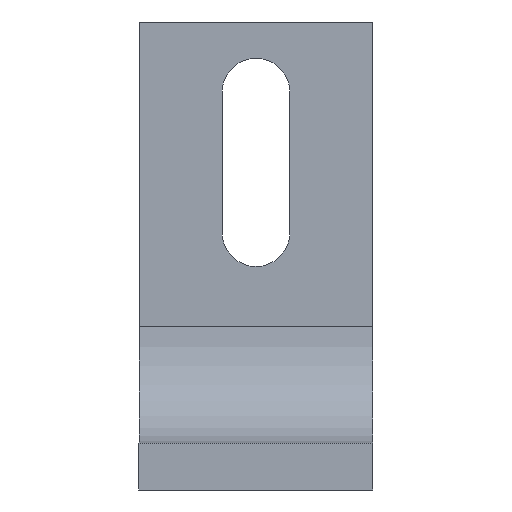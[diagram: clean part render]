
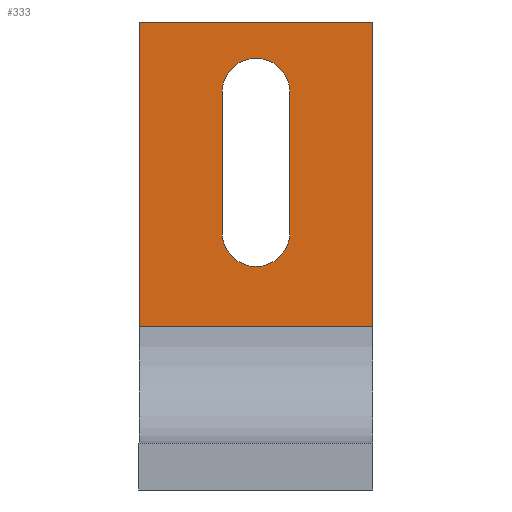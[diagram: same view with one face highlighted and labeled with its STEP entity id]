
A CAD part, left-side view. The second image highlights one B-rep face of the part: STEP entity #333.
In plain terms, the highlighted planar face has unit normal (-1, 0, 0).
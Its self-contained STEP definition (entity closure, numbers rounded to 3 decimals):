
#18=FACE_BOUND('',#69,.T.);
#24=CIRCLE('',#367,1.45);
#26=CIRCLE('',#371,1.45);
#48=FACE_OUTER_BOUND('',#68,.T.);
#68=EDGE_LOOP('',(#285,#286,#287,#288));
#69=EDGE_LOOP('',(#289,#290,#291,#292));
#82=LINE('',#506,#117);
#86=LINE('',#518,#121);
#88=LINE('',#528,#123);
#104=LINE('',#561,#139);
#105=LINE('',#563,#140);
#106=LINE('',#564,#141);
#117=VECTOR('',#413,10.);
#121=VECTOR('',#425,10.);
#123=VECTOR('',#437,10.);
#139=VECTOR('',#465,10.);
#140=VECTOR('',#468,10.);
#141=VECTOR('',#469,10.);
#152=VERTEX_POINT('',#503);
#153=VERTEX_POINT('',#505);
#155=VERTEX_POINT('',#511);
#157=VERTEX_POINT('',#517);
#159=VERTEX_POINT('',#525);
#160=VERTEX_POINT('',#527);
#170=VERTEX_POINT('',#557);
#171=VERTEX_POINT('',#559);
#186=EDGE_CURVE('',#153,#152,#82,.T.);
#189=EDGE_CURVE('',#155,#153,#24,.T.);
#192=EDGE_CURVE('',#157,#155,#86,.T.);
#195=EDGE_CURVE('',#152,#157,#26,.T.);
#197=EDGE_CURVE('',#159,#160,#88,.T.);
#214=EDGE_CURVE('',#170,#171,#104,.T.);
#215=EDGE_CURVE('',#159,#170,#105,.T.);
#216=EDGE_CURVE('',#160,#171,#106,.T.);
#285=ORIENTED_EDGE('',*,*,#215,.T.);
#286=ORIENTED_EDGE('',*,*,#214,.T.);
#287=ORIENTED_EDGE('',*,*,#216,.F.);
#288=ORIENTED_EDGE('',*,*,#197,.F.);
#289=ORIENTED_EDGE('',*,*,#186,.T.);
#290=ORIENTED_EDGE('',*,*,#195,.T.);
#291=ORIENTED_EDGE('',*,*,#192,.T.);
#292=ORIENTED_EDGE('',*,*,#189,.T.);
#316=PLANE('',#380);
#333=ADVANCED_FACE('',(#48,#18),#316,.T.);
#367=AXIS2_PLACEMENT_3D('',#512,#419,#420);
#371=AXIS2_PLACEMENT_3D('',#522,#431,#432);
#380=AXIS2_PLACEMENT_3D('',#562,#466,#467);
#413=DIRECTION('',(0.,0.,-1.));
#419=DIRECTION('center_axis',(1.,0.,0.));
#420=DIRECTION('ref_axis',(0.,-1.,0.));
#425=DIRECTION('',(0.,0.,1.));
#431=DIRECTION('center_axis',(1.,0.,0.));
#432=DIRECTION('ref_axis',(0.,1.,0.));
#437=DIRECTION('',(0.,1.,0.));
#465=DIRECTION('',(0.,1.,0.));
#466=DIRECTION('center_axis',(-1.,0.,0.));
#467=DIRECTION('ref_axis',(0.,0.,1.));
#468=DIRECTION('',(0.,0.,1.));
#469=DIRECTION('',(0.,0.,1.));
#503=CARTESIAN_POINT('',(-2.,3.55,-9.));
#505=CARTESIAN_POINT('',(-2.,3.55,-3.));
#506=CARTESIAN_POINT('',(-2.,3.55,-8.));
#511=CARTESIAN_POINT('',(-2.,6.45,-3.));
#512=CARTESIAN_POINT('Origin',(-2.,5.,-3.));
#517=CARTESIAN_POINT('',(-2.,6.45,-9.));
#518=CARTESIAN_POINT('',(-2.,6.45,-11.));
#522=CARTESIAN_POINT('Origin',(-2.,5.,-9.));
#525=CARTESIAN_POINT('',(-2.,0.,-13.));
#527=CARTESIAN_POINT('',(-2.,10.,-13.));
#528=CARTESIAN_POINT('',(-2.,0.,-13.));
#557=CARTESIAN_POINT('',(-2.,0.,0.));
#559=CARTESIAN_POINT('',(-2.,10.,0.));
#561=CARTESIAN_POINT('',(-2.,0.,0.));
#562=CARTESIAN_POINT('Origin',(-2.,0.,-13.));
#563=CARTESIAN_POINT('',(-2.,0.,-13.));
#564=CARTESIAN_POINT('',(-2.,10.,-13.));
